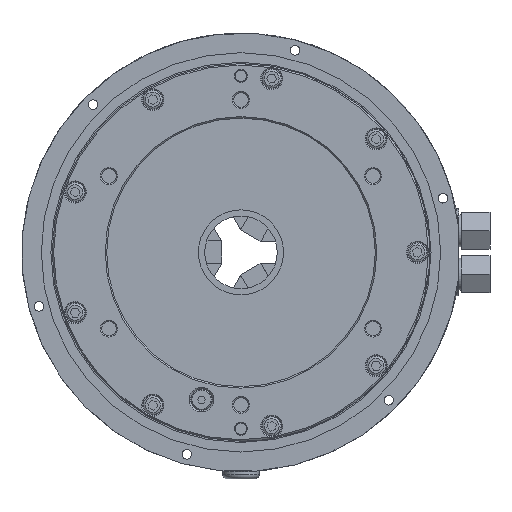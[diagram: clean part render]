
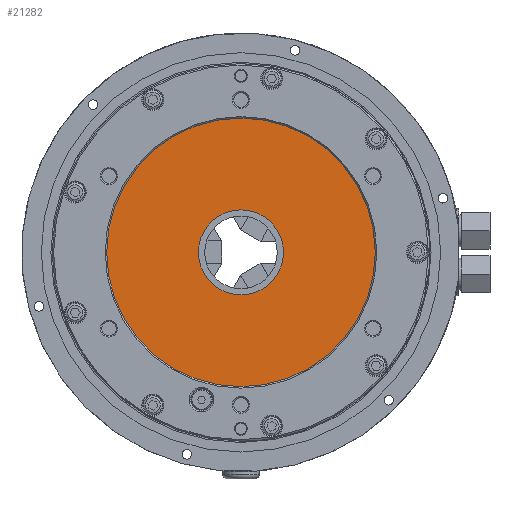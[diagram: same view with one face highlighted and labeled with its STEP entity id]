
A CAD part, left-side view. The second image highlights one B-rep face of the part: STEP entity #21282.
In plain terms, the highlighted planar face has unit normal (-1, 0, 0).
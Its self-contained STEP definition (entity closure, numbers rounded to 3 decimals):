
#1195=CIRCLE('',#23078,29.3);
#1218=CIRCLE('',#23133,92.5);
#5800=ORIENTED_EDGE('',*,*,#9543,.F.);
#5801=ORIENTED_EDGE('',*,*,#9511,.F.);
#9511=EDGE_CURVE('',#11721,#11721,#1195,.T.);
#9543=EDGE_CURVE('',#11748,#11748,#1218,.T.);
#11721=VERTEX_POINT('',#40138);
#11748=VERTEX_POINT('',#40298);
#17130=EDGE_LOOP('',(#5800));
#17131=EDGE_LOOP('',(#5801));
#18850=FACE_BOUND('',#17130,.T.);
#18851=FACE_BOUND('',#17131,.T.);
#20222=PLANE('',#23132);
#21282=ADVANCED_FACE('',(#18850,#18851),#20222,.T.);
#23078=AXIS2_PLACEMENT_3D('',#40137,#27871,#27872);
#23132=AXIS2_PLACEMENT_3D('',#40296,#27987,#27988);
#23133=AXIS2_PLACEMENT_3D('',#40297,#27989,#27990);
#27871=DIRECTION('',(-1.,0.,0.));
#27872=DIRECTION('',(0.,0.,1.));
#27987=DIRECTION('',(-1.,0.,0.));
#27988=DIRECTION('',(0.,0.,1.));
#27989=DIRECTION('',(1.,0.,0.));
#27990=DIRECTION('',(0.,0.,-1.));
#40137=CARTESIAN_POINT('',(-133.,0.,0.));
#40138=CARTESIAN_POINT('',(-133.,0.,29.3));
#40296=CARTESIAN_POINT('',(-133.,92.5,0.));
#40297=CARTESIAN_POINT('',(-133.,0.,0.));
#40298=CARTESIAN_POINT('',(-133.,0.,-92.5));
